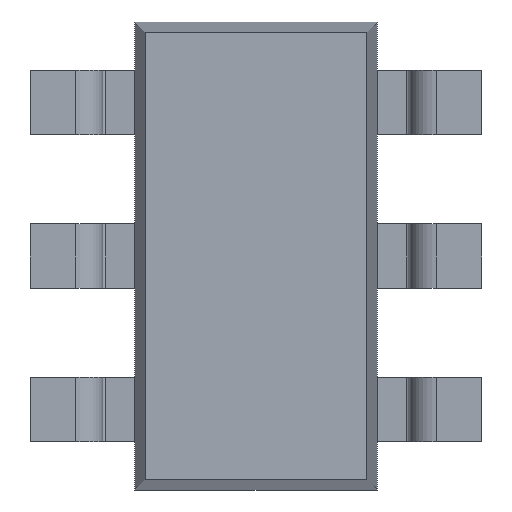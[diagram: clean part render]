
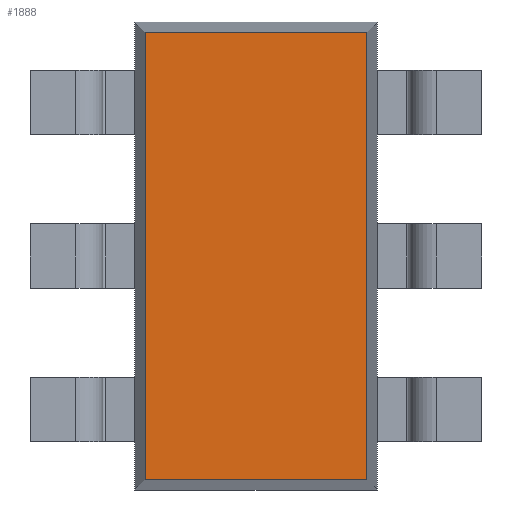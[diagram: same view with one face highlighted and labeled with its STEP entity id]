
A CAD part, front view. The second image highlights one B-rep face of the part: STEP entity #1888.
In plain terms, the highlighted planar face has unit normal (0, -1, 0).
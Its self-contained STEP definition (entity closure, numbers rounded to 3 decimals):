
#258 = VECTOR ( 'NONE', #351, 1000. ) ;
#351 = DIRECTION ( 'NONE',  ( -1., 0., 0. ) ) ;
#375 = CARTESIAN_POINT ( 'NONE',  ( -0.687, 0.1, 1.45 ) ) ;
#443 = VECTOR ( 'NONE', #1249, 1000. ) ;
#571 = DIRECTION ( 'NONE',  ( 0., 0., 1. ) ) ;
#599 = CARTESIAN_POINT ( 'NONE',  ( -0.687, 0.1, 1.387 ) ) ;
#654 = EDGE_CURVE ( 'NONE', #2523, #3133, #1666, .T. ) ;
#753 = FACE_OUTER_BOUND ( 'NONE', #1074, .T. ) ;
#921 = DIRECTION ( 'NONE',  ( 0., -1., 0. ) ) ;
#937 = ORIENTED_EDGE ( 'NONE', *, *, #1882, .T. ) ;
#1021 = ORIENTED_EDGE ( 'NONE', *, *, #654, .T. ) ;
#1071 = VECTOR ( 'NONE', #571, 1000. ) ;
#1074 = EDGE_LOOP ( 'NONE', ( #2996, #1021, #1566, #937 ) ) ;
#1119 = CARTESIAN_POINT ( 'NONE',  ( 0.75, 0.1, 1.387 ) ) ;
#1145 = DIRECTION ( 'NONE',  ( 0., 0., -1. ) ) ;
#1249 = DIRECTION ( 'NONE',  ( 1., 0., 0. ) ) ;
#1282 = AXIS2_PLACEMENT_3D ( 'NONE', #2388, #921, #2194 ) ;
#1566 = ORIENTED_EDGE ( 'NONE', *, *, #2387, .T. ) ;
#1593 = VECTOR ( 'NONE', #1145, 1000. ) ;
#1666 = LINE ( 'NONE', #375, #1593 ) ;
#1759 = LINE ( 'NONE', #2961, #443 ) ;
#1882 = EDGE_CURVE ( 'NONE', #2037, #2787, #2079, .T. ) ;
#1888 = ADVANCED_FACE ( 'NONE', ( #753 ), #2627, .T. ) ;
#2018 = EDGE_CURVE ( 'NONE', #2787, #2523, #2643, .T. ) ;
#2037 = VERTEX_POINT ( 'NONE', #2311 ) ;
#2059 = CARTESIAN_POINT ( 'NONE',  ( 0.687, 0.1, -1.45 ) ) ;
#2079 = LINE ( 'NONE', #2059, #1071 ) ;
#2194 = DIRECTION ( 'NONE',  ( 0., 0., -1. ) ) ;
#2311 = CARTESIAN_POINT ( 'NONE',  ( 0.687, 0.1, -1.387 ) ) ;
#2387 = EDGE_CURVE ( 'NONE', #3133, #2037, #1759, .T. ) ;
#2388 = CARTESIAN_POINT ( 'NONE',  ( 0., 0.1, 0. ) ) ;
#2523 = VERTEX_POINT ( 'NONE', #599 ) ;
#2627 = PLANE ( 'NONE',  #1282 ) ;
#2643 = LINE ( 'NONE', #1119, #258 ) ;
#2787 = VERTEX_POINT ( 'NONE', #2789 ) ;
#2789 = CARTESIAN_POINT ( 'NONE',  ( 0.687, 0.1, 1.387 ) ) ;
#2961 = CARTESIAN_POINT ( 'NONE',  ( -0.75, 0.1, -1.387 ) ) ;
#2996 = ORIENTED_EDGE ( 'NONE', *, *, #2018, .T. ) ;
#3064 = CARTESIAN_POINT ( 'NONE',  ( -0.687, 0.1, -1.387 ) ) ;
#3133 = VERTEX_POINT ( 'NONE', #3064 ) ;
